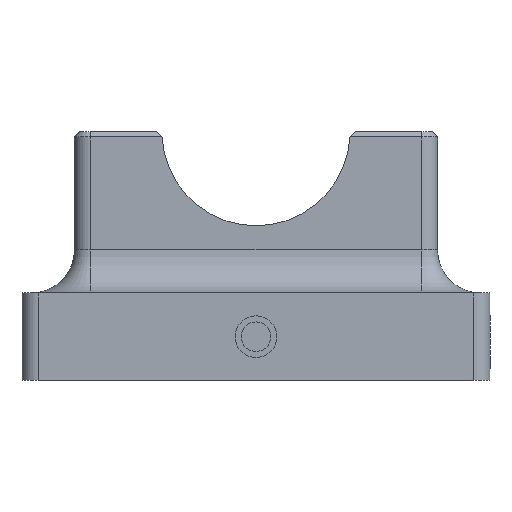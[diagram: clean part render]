
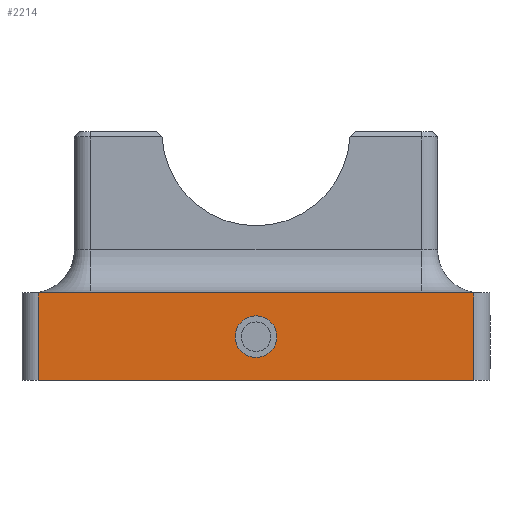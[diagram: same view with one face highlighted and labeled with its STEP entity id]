
A CAD part, left-side view. The second image highlights one B-rep face of the part: STEP entity #2214.
In plain terms, the highlighted planar face has unit normal (-1, 0, 0).
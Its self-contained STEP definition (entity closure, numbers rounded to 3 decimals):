
#99 = LINE ( 'NONE', #379, #274 ) ;
#153 = CARTESIAN_POINT ( 'NONE',  ( -28.4, -16.2, 0. ) ) ;
#155 = AXIS2_PLACEMENT_3D ( 'NONE', #1085, #1946, #1281 ) ;
#238 = ORIENTED_EDGE ( 'NONE', *, *, #578, .T. ) ;
#260 = AXIS2_PLACEMENT_3D ( 'NONE', #1195, #1353, #574 ) ;
#274 = VECTOR ( 'NONE', #787, 1000. ) ;
#291 = VERTEX_POINT ( 'NONE', #153 ) ;
#367 = EDGE_LOOP ( 'NONE', ( #542, #238, #2331, #1573 ) ) ;
#379 = CARTESIAN_POINT ( 'NONE',  ( -28.4, 17.4, 6.5 ) ) ;
#494 = CARTESIAN_POINT ( 'NONE',  ( -28.4, 16.2, 6.5 ) ) ;
#542 = ORIENTED_EDGE ( 'NONE', *, *, #2454, .T. ) ;
#574 = DIRECTION ( 'NONE',  ( 0., -1., 0. ) ) ;
#578 = EDGE_CURVE ( 'NONE', #291, #1204, #2047, .T. ) ;
#591 = DIRECTION ( 'NONE',  ( 1., 0., 0. ) ) ;
#638 = DIRECTION ( 'NONE',  ( 0., -1., 0. ) ) ;
#649 = FACE_BOUND ( 'NONE', #1605, .T. ) ;
#651 = AXIS2_PLACEMENT_3D ( 'NONE', #2370, #591, #2521 ) ;
#675 = EDGE_CURVE ( 'NONE', #1357, #1204, #99, .T. ) ;
#698 = CARTESIAN_POINT ( 'NONE',  ( -28.4, 16.2, 0. ) ) ;
#787 = DIRECTION ( 'NONE',  ( 0., -1., 0. ) ) ;
#809 = CARTESIAN_POINT ( 'NONE',  ( -28.4, 1.55, 3.25 ) ) ;
#891 = VECTOR ( 'NONE', #1839, 1000. ) ;
#948 = LINE ( 'NONE', #494, #2332 ) ;
#969 = ORIENTED_EDGE ( 'NONE', *, *, #2164, .F. ) ;
#1017 = CIRCLE ( 'NONE', #260, 1.55 ) ;
#1069 = PLANE ( 'NONE',  #651 ) ;
#1085 = CARTESIAN_POINT ( 'NONE',  ( -28.4, 0., 3.25 ) ) ;
#1194 = EDGE_CURVE ( 'NONE', #1357, #1945, #948, .T. ) ;
#1195 = CARTESIAN_POINT ( 'NONE',  ( -28.4, 0., 3.25 ) ) ;
#1204 = VERTEX_POINT ( 'NONE', #2245 ) ;
#1281 = DIRECTION ( 'NONE',  ( 0., -1., 0. ) ) ;
#1346 = VERTEX_POINT ( 'NONE', #809 ) ;
#1353 = DIRECTION ( 'NONE',  ( -1., 0., 0. ) ) ;
#1356 = CIRCLE ( 'NONE', #155, 1.55 ) ;
#1357 = VERTEX_POINT ( 'NONE', #1661 ) ;
#1420 = CARTESIAN_POINT ( 'NONE',  ( -28.4, -16.2, 6.5 ) ) ;
#1423 = VECTOR ( 'NONE', #638, 1000. ) ;
#1435 = EDGE_CURVE ( 'NONE', #1346, #1689, #1356, .T. ) ;
#1501 = LINE ( 'NONE', #1729, #1423 ) ;
#1573 = ORIENTED_EDGE ( 'NONE', *, *, #1194, .T. ) ;
#1605 = EDGE_LOOP ( 'NONE', ( #969, #2325 ) ) ;
#1661 = CARTESIAN_POINT ( 'NONE',  ( -28.4, 16.2, 6.5 ) ) ;
#1689 = VERTEX_POINT ( 'NONE', #1820 ) ;
#1729 = CARTESIAN_POINT ( 'NONE',  ( -28.4, 17.4, 0. ) ) ;
#1820 = CARTESIAN_POINT ( 'NONE',  ( -28.4, -1.55, 3.25 ) ) ;
#1839 = DIRECTION ( 'NONE',  ( 0., 0., 1. ) ) ;
#1945 = VERTEX_POINT ( 'NONE', #698 ) ;
#1946 = DIRECTION ( 'NONE',  ( -1., 0., 0. ) ) ;
#2047 = LINE ( 'NONE', #1420, #891 ) ;
#2164 = EDGE_CURVE ( 'NONE', #1689, #1346, #1017, .T. ) ;
#2214 = ADVANCED_FACE ( 'NONE', ( #649, #2579 ), #1069, .F. ) ;
#2245 = CARTESIAN_POINT ( 'NONE',  ( -28.4, -16.2, 6.5 ) ) ;
#2325 = ORIENTED_EDGE ( 'NONE', *, *, #1435, .F. ) ;
#2331 = ORIENTED_EDGE ( 'NONE', *, *, #675, .F. ) ;
#2332 = VECTOR ( 'NONE', #2467, 1000. ) ;
#2370 = CARTESIAN_POINT ( 'NONE',  ( -28.4, 17.4, 6.5 ) ) ;
#2454 = EDGE_CURVE ( 'NONE', #1945, #291, #1501, .T. ) ;
#2467 = DIRECTION ( 'NONE',  ( 0., 0., -1. ) ) ;
#2521 = DIRECTION ( 'NONE',  ( 0., 1., 0. ) ) ;
#2579 = FACE_OUTER_BOUND ( 'NONE', #367, .T. ) ;
